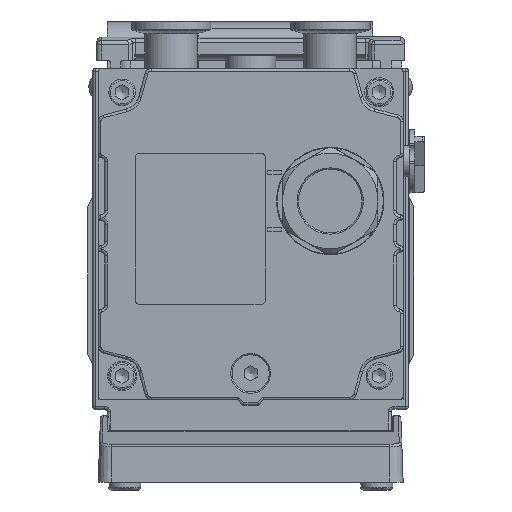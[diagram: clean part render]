
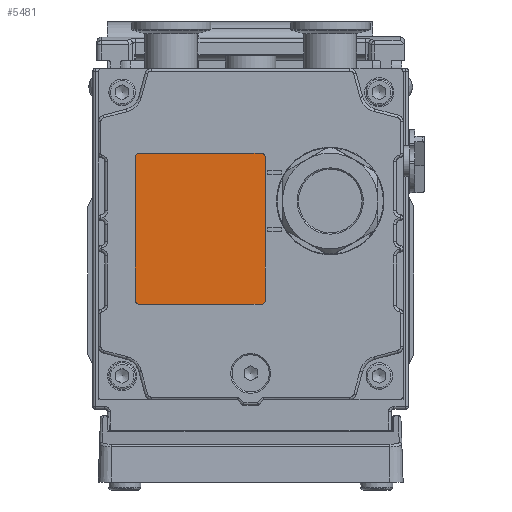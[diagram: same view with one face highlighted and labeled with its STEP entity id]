
A CAD part, front view. The second image highlights one B-rep face of the part: STEP entity #5481.
In plain terms, the highlighted planar face has unit normal (0, -1, 0).
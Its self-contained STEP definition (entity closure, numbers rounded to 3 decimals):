
#5406=CARTESIAN_POINT('',(-19.,-114.7,19.5));
#5407=DIRECTION('',(0.0,-1.0,0.0));
#5408=DIRECTION('',(0.0,0.0,1.0));
#5409=AXIS2_PLACEMENT_3D('',#5406,#5407,#5408);
#5410=PLANE('',#5409);
#5411=CARTESIAN_POINT('',(5.5,-114.7,-7.4));
#5412=VERTEX_POINT('',#5411);
#5413=CARTESIAN_POINT('',(5.5,-114.7,46.4));
#5414=VERTEX_POINT('',#5413);
#5415=CARTESIAN_POINT('',(5.5,-114.7,-7.4));
#5416=DIRECTION('',(0.0,0.0,1.0));
#5417=VECTOR('',#5416,53.8);
#5418=LINE('',#5415,#5417);
#5419=EDGE_CURVE('',#5412,#5414,#5418,.T.);
#5420=ORIENTED_EDGE('',*,*,#5419,.T.);
#5421=CARTESIAN_POINT('',(3.9,-114.7,48.));
#5422=VERTEX_POINT('',#5421);
#5423=CARTESIAN_POINT('',(3.9,-114.7,46.4));
#5424=DIRECTION('',(0.0,-1.0,0.0));
#5425=DIRECTION('',(-1.0,0.0,0.0));
#5426=AXIS2_PLACEMENT_3D('',#5423,#5424,#5425);
#5427=CIRCLE('',#5426,1.6);
#5428=EDGE_CURVE('',#5414,#5422,#5427,.T.);
#5429=ORIENTED_EDGE('',*,*,#5428,.T.);
#5430=CARTESIAN_POINT('',(-41.9,-114.7,48.));
#5431=VERTEX_POINT('',#5430);
#5432=CARTESIAN_POINT('',(3.9,-114.7,48.));
#5433=DIRECTION('',(-1.0,0.0,0.0));
#5434=VECTOR('',#5433,45.8);
#5435=LINE('',#5432,#5434);
#5436=EDGE_CURVE('',#5422,#5431,#5435,.T.);
#5437=ORIENTED_EDGE('',*,*,#5436,.T.);
#5438=CARTESIAN_POINT('',(-43.5,-114.7,46.4));
#5439=VERTEX_POINT('',#5438);
#5440=CARTESIAN_POINT('',(-41.9,-114.7,46.4));
#5441=DIRECTION('',(0.0,-1.0,0.0));
#5442=DIRECTION('',(0.0,0.0,-1.0));
#5443=AXIS2_PLACEMENT_3D('',#5440,#5441,#5442);
#5444=CIRCLE('',#5443,1.6);
#5445=EDGE_CURVE('',#5431,#5439,#5444,.T.);
#5446=ORIENTED_EDGE('',*,*,#5445,.T.);
#5447=CARTESIAN_POINT('',(-43.5,-114.7,-7.4));
#5448=VERTEX_POINT('',#5447);
#5449=CARTESIAN_POINT('',(-43.5,-114.7,46.4));
#5450=DIRECTION('',(0.0,0.0,-1.0));
#5451=VECTOR('',#5450,53.8);
#5452=LINE('',#5449,#5451);
#5453=EDGE_CURVE('',#5439,#5448,#5452,.T.);
#5454=ORIENTED_EDGE('',*,*,#5453,.T.);
#5455=CARTESIAN_POINT('',(-41.9,-114.7,-9.));
#5456=VERTEX_POINT('',#5455);
#5457=CARTESIAN_POINT('',(-41.9,-114.7,-7.4));
#5458=DIRECTION('',(0.0,-1.0,0.0));
#5459=DIRECTION('',(1.0,0.0,0.0));
#5460=AXIS2_PLACEMENT_3D('',#5457,#5458,#5459);
#5461=CIRCLE('',#5460,1.6);
#5462=EDGE_CURVE('',#5448,#5456,#5461,.T.);
#5463=ORIENTED_EDGE('',*,*,#5462,.T.);
#5464=CARTESIAN_POINT('',(3.9,-114.7,-9.));
#5465=VERTEX_POINT('',#5464);
#5466=CARTESIAN_POINT('',(-41.9,-114.7,-9.));
#5467=DIRECTION('',(1.0,0.0,0.0));
#5468=VECTOR('',#5467,45.8);
#5469=LINE('',#5466,#5468);
#5470=EDGE_CURVE('',#5456,#5465,#5469,.T.);
#5471=ORIENTED_EDGE('',*,*,#5470,.T.);
#5472=CARTESIAN_POINT('',(3.9,-114.7,-7.4));
#5473=DIRECTION('',(0.0,-1.0,0.0));
#5474=DIRECTION('',(0.0,0.0,1.0));
#5475=AXIS2_PLACEMENT_3D('',#5472,#5473,#5474);
#5476=CIRCLE('',#5475,1.6);
#5477=EDGE_CURVE('',#5465,#5412,#5476,.T.);
#5478=ORIENTED_EDGE('',*,*,#5477,.T.);
#5479=EDGE_LOOP('',(#5420,#5429,#5437,#5446,#5454,#5463,#5471,#5478));
#5480=FACE_OUTER_BOUND('',#5479,.T.);
#5481=ADVANCED_FACE('',(#5480),#5410,.T.);
